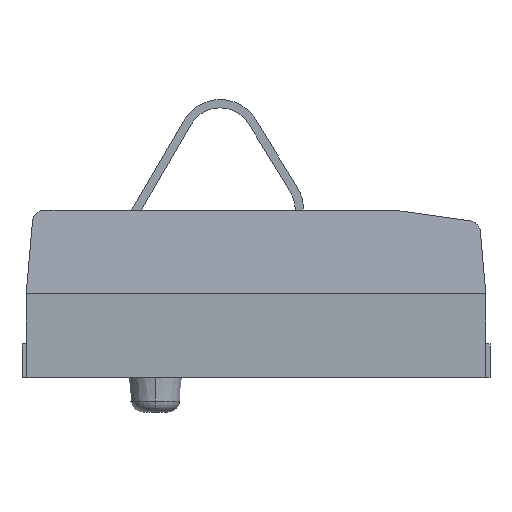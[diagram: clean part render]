
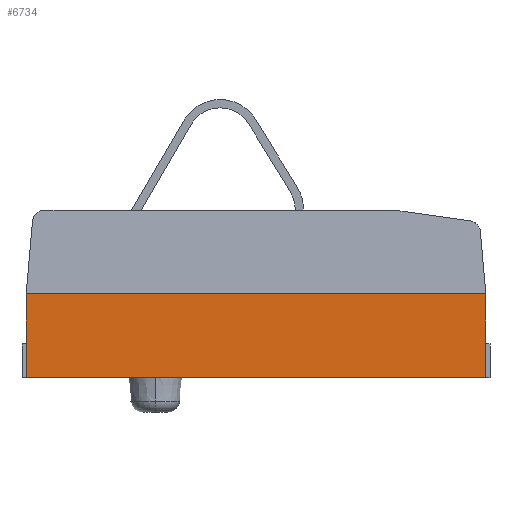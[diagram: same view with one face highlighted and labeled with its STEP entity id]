
A CAD part, left-side view. The second image highlights one B-rep face of the part: STEP entity #6734.
In plain terms, the highlighted planar face has unit normal (-1, 0, 0).
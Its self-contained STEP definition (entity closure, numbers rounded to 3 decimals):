
#338 = VERTEX_POINT ( 'NONE', #553 ) ;
#553 = CARTESIAN_POINT ( 'NONE',  ( -7.85, -5.5, 0. ) ) ;
#711 = ORIENTED_EDGE ( 'NONE', *, *, #14450, .F. ) ;
#3978 = DIRECTION ( 'NONE',  ( 0., 0., -1. ) ) ;
#4438 = EDGE_CURVE ( 'NONE', #15956, #338, #17509, .T. ) ;
#5201 = CARTESIAN_POINT ( 'NONE',  ( -7.85, 5.5, 4. ) ) ;
#5856 = VECTOR ( 'NONE', #3978, 1000. ) ;
#5968 = DIRECTION ( 'NONE',  ( 0., -1., 0. ) ) ;
#6734 = ADVANCED_FACE ( 'NONE', ( #6878 ), #13605, .F. ) ;
#6878 = FACE_OUTER_BOUND ( 'NONE', #7233, .T. ) ;
#7125 = LINE ( 'NONE', #20520, #17758 ) ;
#7233 = EDGE_LOOP ( 'NONE', ( #711, #15192, #19724, #12430 ) ) ;
#7372 = DIRECTION ( 'NONE',  ( 0., 0., -1. ) ) ;
#7476 = VERTEX_POINT ( 'NONE', #20262 ) ;
#8953 = VERTEX_POINT ( 'NONE', #19115 ) ;
#9007 = LINE ( 'NONE', #12546, #5856 ) ;
#11550 = DIRECTION ( 'NONE',  ( 0., 1., 0. ) ) ;
#12430 = ORIENTED_EDGE ( 'NONE', *, *, #4438, .T. ) ;
#12546 = CARTESIAN_POINT ( 'NONE',  ( -7.85, 5.5, 4. ) ) ;
#12604 = AXIS2_PLACEMENT_3D ( 'NONE', #5201, #15237, #20049 ) ;
#13169 = LINE ( 'NONE', #19834, #20819 ) ;
#13605 = PLANE ( 'NONE',  #12604 ) ;
#14450 = EDGE_CURVE ( 'NONE', #7476, #338, #7125, .T. ) ;
#14779 = CARTESIAN_POINT ( 'NONE',  ( -7.85, 5.5, 0. ) ) ;
#15192 = ORIENTED_EDGE ( 'NONE', *, *, #17719, .T. ) ;
#15237 = DIRECTION ( 'NONE',  ( 1., 0., 0. ) ) ;
#15956 = VERTEX_POINT ( 'NONE', #14779 ) ;
#16093 = CARTESIAN_POINT ( 'NONE',  ( -7.85, 5.5, 0. ) ) ;
#17509 = LINE ( 'NONE', #16093, #20816 ) ;
#17719 = EDGE_CURVE ( 'NONE', #7476, #8953, #13169, .T. ) ;
#17758 = VECTOR ( 'NONE', #7372, 1000. ) ;
#19115 = CARTESIAN_POINT ( 'NONE',  ( -7.85, 5.5, 2. ) ) ;
#19724 = ORIENTED_EDGE ( 'NONE', *, *, #21384, .T. ) ;
#19834 = CARTESIAN_POINT ( 'NONE',  ( -7.85, 5.5, 2. ) ) ;
#20049 = DIRECTION ( 'NONE',  ( 0., 0., -1. ) ) ;
#20262 = CARTESIAN_POINT ( 'NONE',  ( -7.85, -5.5, 2. ) ) ;
#20520 = CARTESIAN_POINT ( 'NONE',  ( -7.85, -5.5, 4. ) ) ;
#20816 = VECTOR ( 'NONE', #5968, 1000. ) ;
#20819 = VECTOR ( 'NONE', #11550, 1000. ) ;
#21384 = EDGE_CURVE ( 'NONE', #8953, #15956, #9007, .T. ) ;
